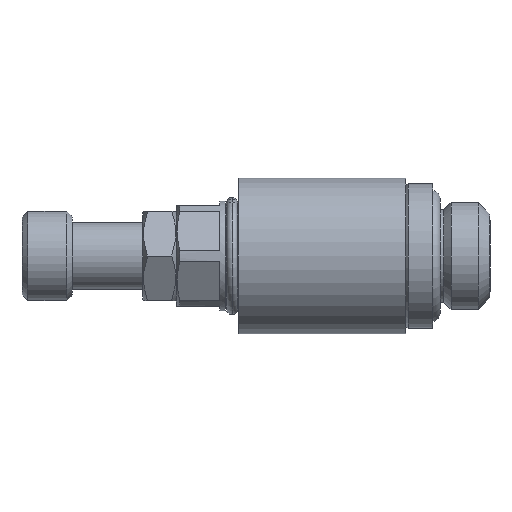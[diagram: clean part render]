
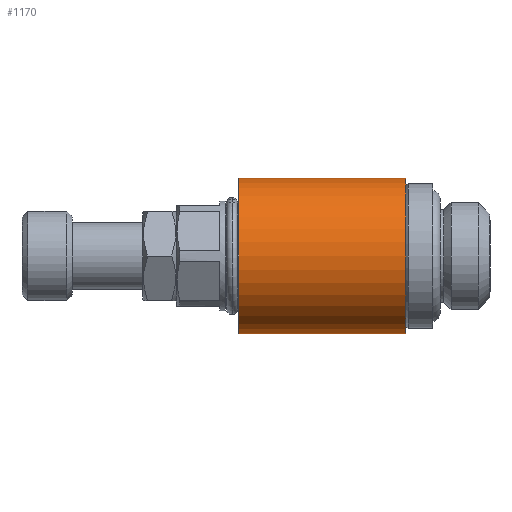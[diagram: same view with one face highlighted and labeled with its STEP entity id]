
A CAD part, left-side view. The second image highlights one B-rep face of the part: STEP entity #1170.
In plain terms, the highlighted cylindrical face has radius 7 mm (diameter 14 mm), a partial arc.
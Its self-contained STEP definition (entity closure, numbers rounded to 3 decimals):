
#399 = VERTEX_POINT ( 'NONE', #2633 ) ;
#425 = VERTEX_POINT ( 'NONE', #2891 ) ;
#437 = EDGE_CURVE ( 'NONE', #425, #470, #2747, .T. ) ;
#451 = VERTEX_POINT ( 'NONE', #2814 ) ;
#470 = VERTEX_POINT ( 'NONE', #2844 ) ;
#472 = EDGE_CURVE ( 'NONE', #451, #399, #2843, .T. ) ;
#1164 = EDGE_CURVE ( 'NONE', #399, #470, #3865, .T. ) ;
#1170 = ADVANCED_FACE ( 'NONE', ( #4376 ), #4375, .T. ) ;
#1176 = EDGE_LOOP ( 'NONE', ( #1196, #1187, #1188, #1213 ) ) ;
#1187 = ORIENTED_EDGE ( 'NONE', *, *, #1214, .F. ) ;
#1188 = ORIENTED_EDGE ( 'NONE', *, *, #437, .T. ) ;
#1196 = ORIENTED_EDGE ( 'NONE', *, *, #472, .F. ) ;
#1213 = ORIENTED_EDGE ( 'NONE', *, *, #1164, .F. ) ;
#1214 = EDGE_CURVE ( 'NONE', #425, #451, #4515, .T. ) ;
#2633 = CARTESIAN_POINT ( 'NONE',  ( 0., 22.9, -7. ) ) ;
#2744 = DIRECTION ( 'NONE',  ( 0., 1., 0. ) ) ;
#2745 = VECTOR ( 'NONE', #2744, 1000. ) ;
#2746 = CARTESIAN_POINT ( 'NONE',  ( 0., 30.486, 7. ) ) ;
#2747 = LINE ( 'NONE', #2746, #2745 ) ;
#2814 = CARTESIAN_POINT ( 'NONE',  ( 0., 7.9, -7. ) ) ;
#2840 = DIRECTION ( 'NONE',  ( 0., 1., 0. ) ) ;
#2841 = VECTOR ( 'NONE', #2840, 1000. ) ;
#2842 = CARTESIAN_POINT ( 'NONE',  ( 0., 30.486, -7. ) ) ;
#2843 = LINE ( 'NONE', #2842, #2841 ) ;
#2844 = CARTESIAN_POINT ( 'NONE',  ( 0., 22.9, 7. ) ) ;
#2891 = CARTESIAN_POINT ( 'NONE',  ( 0., 7.9, 7. ) ) ;
#3862 = DIRECTION ( 'NONE',  ( 0., 1., 0. ) ) ;
#3863 = CARTESIAN_POINT ( 'NONE',  ( 0., 22.9, 0. ) ) ;
#3864 = AXIS2_PLACEMENT_3D ( 'NONE', #3863, #3862, #3975 ) ;
#3865 = CIRCLE ( 'NONE', #3864, 7. ) ;
#3975 = DIRECTION ( 'NONE',  ( 0., 0., 1. ) ) ;
#4371 = AXIS2_PLACEMENT_3D ( 'NONE', #4374, #4392, #4391 ) ;
#4374 = CARTESIAN_POINT ( 'NONE',  ( 0., 30.486, 0. ) ) ;
#4375 = CYLINDRICAL_SURFACE ( 'NONE', #4371, 7. ) ;
#4376 = FACE_OUTER_BOUND ( 'NONE', #1176, .T. ) ;
#4391 = DIRECTION ( 'NONE',  ( 0., 0., 1. ) ) ;
#4392 = DIRECTION ( 'NONE',  ( 0., 1., 0. ) ) ;
#4515 = CIRCLE ( 'NONE', #4539, 7. ) ;
#4520 = DIRECTION ( 'NONE',  ( 0., 0., -1. ) ) ;
#4524 = CARTESIAN_POINT ( 'NONE',  ( 0., 7.9, 0. ) ) ;
#4539 = AXIS2_PLACEMENT_3D ( 'NONE', #4524, #4574, #4520 ) ;
#4574 = DIRECTION ( 'NONE',  ( 0., -1., 0. ) ) ;
